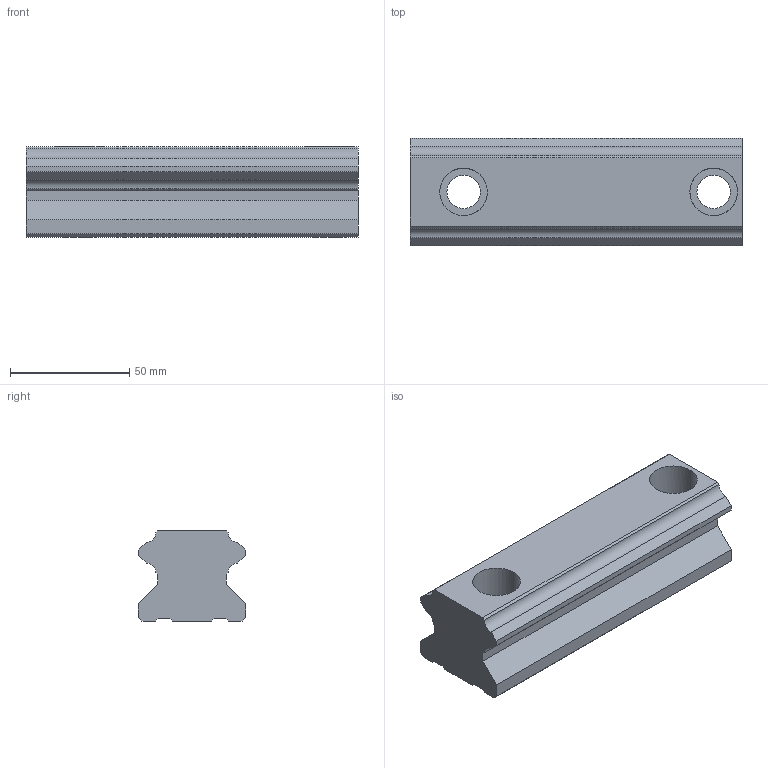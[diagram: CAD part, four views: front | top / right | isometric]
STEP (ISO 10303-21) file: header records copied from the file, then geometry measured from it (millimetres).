
FILE_DESCRIPTION(('starvars output'),'2;1');
FILE_NAME('cv20170705023705000001402.stp','02:37:05 2017/07/05',( 'Thomas Industrial Network Germany GmbH'),( 'Thomas Industrial Network Germany GmbH'),'unknown preprocess','ACIS' ,'unknown authorization');
FILE_SCHEMA(('CONFIG_CONTROL_DESIGN {UNKNOWN IMPLEMENTATION LEVEL}'));
Length unit declared in the file: millimetre
Products named in the file (1): PRODUCT_ID_1
Bounding box: 139.4 x 45 x 37.9 mm (x, y, z)
Volume: 179318.1 mm3; surface area: 30124.1 mm2
Topology: 1 solids, 1 shells, 44 faces, 122 edges, 82 vertices
Faces by surface type: plane 32, cylinder 12
Entity records: 1431 total; most frequent: ORIENTED_EDGE 244, CARTESIAN_POINT 234, DIRECTION 208, EDGE_CURVE 122, VECTOR 96, LINE 96, VERTEX_POINT 82, AXIS2_PLACEMENT_3D 56
